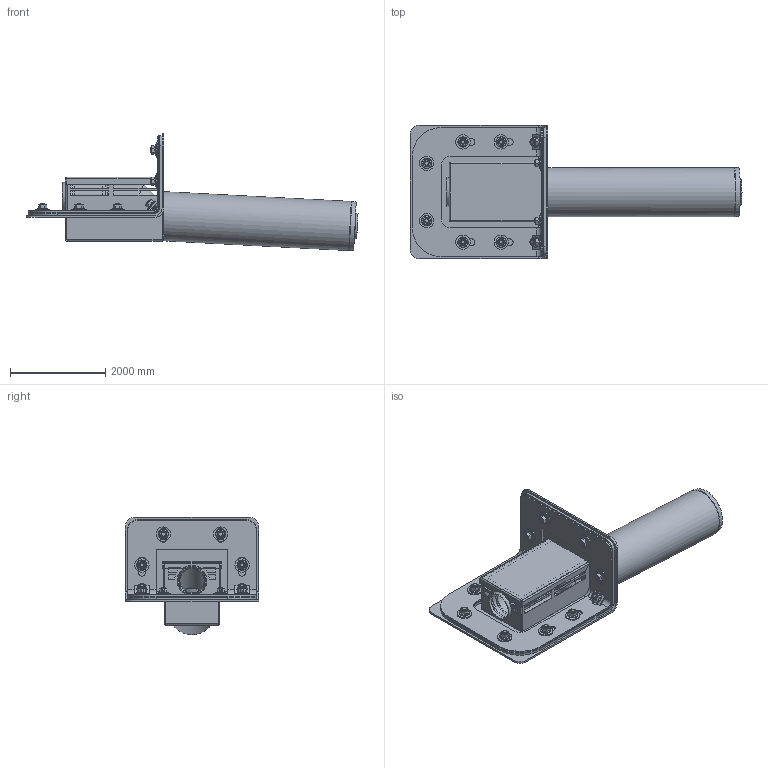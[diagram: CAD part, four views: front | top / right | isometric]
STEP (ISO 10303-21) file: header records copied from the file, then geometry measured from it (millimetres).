
FILE_DESCRIPTION(/* description */ (''),/* implementation_level */ '2;1');
FILE_NAME(/* name */ '13474.100X_3D.stp',/* time_stamp */ '2024-12-11T14:46:54+01:00',/* author */ ('CAD'),/* organization */ (''),/* preprocessor_version */ 'ST-DEVELOPER v20',/* originating_system */ 'AutoCAD Mechanical',/* authorisation */ '');
FILE_SCHEMA (('AUTOMOTIVE_DESIGN { 1 0 10303 214 3 1 1 }'));
Length unit declared in the file: centimetre
Products named in the file (2): Product; *S0
Assembly tree (1 placements, depth 2):
  Product
    *S0
Bounding box: 6953.57 x 2800 x 2454.11 mm (x, y, z)
Volume: 1591174968.8 mm3; surface area: 138110822.5 mm2
Topology: 47 solids, 47 shells, 1091 faces, 2568 edges, 1550 vertices
Faces by surface type: plane 420, cone 410, cylinder 214, bspline 24, torus 23
Full cylindrical faces by diameter (mm): 60 x2, 83.76 x12, 100 x2, 105 x10, 120 x2, 300 x10, 510 x3, 530 x3, 558 x1, 578 x1, 598 x1, 618 x1, 625 x1, 1000 x1, 1030 x1
Entity records: 33084 total; most frequent: CARTESIAN_POINT 7713, DIRECTION 5351, ORIENTED_EDGE 5136, EDGE_CURVE 2568, AXIS2_PLACEMENT_3D 1993, VERTEX_POINT 1550, LINE 1365, VECTOR 1365
